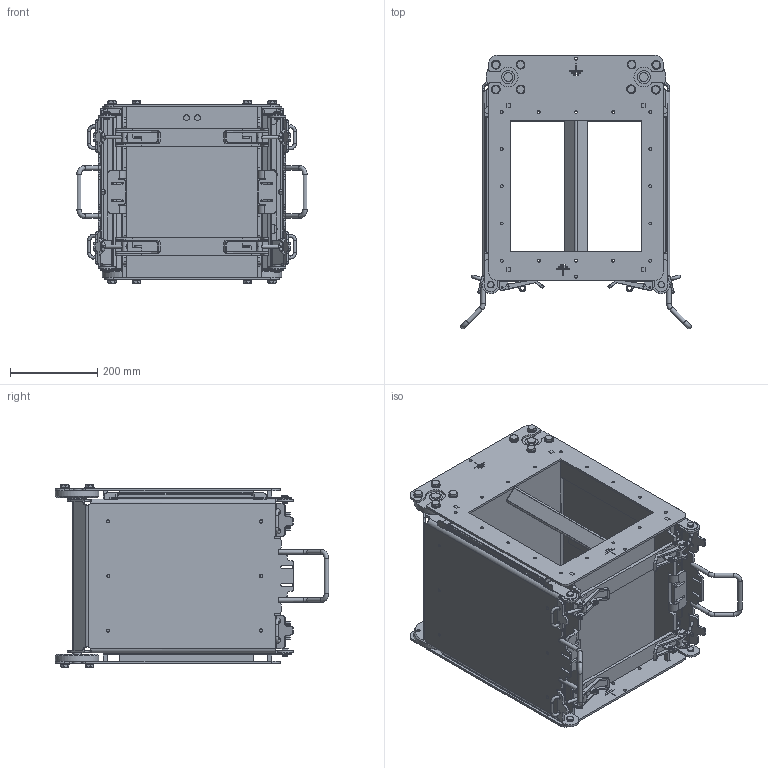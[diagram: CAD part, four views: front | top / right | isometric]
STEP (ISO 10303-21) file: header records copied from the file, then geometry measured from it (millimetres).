
FILE_DESCRIPTION(/* description */ (''),/* implementation_level */ '2;1');
FILE_NAME(/* name */ 'SBPN303000.stp',/* time_stamp */ '2019-02-25T07:19:23+01:00',/* author */ ('pw'),/* organization */ (''),/* preprocessor_version */ 'ST-DEVELOPER v16.5',/* originating_system */ 'Autodesk Inventor 2017',/* authorisation */ '');
FILE_SCHEMA (('AUTOMOTIVE_DESIGN { 1 0 10303 214 3 1 1 }'));
Products named in the file (1): SBPN303000
Bounding box: 526.89 x 625.44 x 416.8 mm (x, y, z)
Volume: 8954272.7 mm3; surface area: 4369004.4 mm2
Topology: 11 solids, 13 shells, 3083 faces, 7912 edges, 4990 vertices
Faces by surface type: plane 1681, cylinder 1048, cone 220, torus 82, bspline 52
Full cylindrical faces by diameter (mm): 1.7 x4, 3 x8, 4 x16, 6 x8, 6.647 x42, 7 x24, 7.323 x4, 8 x20, 8.376 x16, 8.4 x4, 9 x4, 9.188 x16, 10 x28, 10.5 x16, 11.4 x4, 11.5 x4, 12 x14, 12.2 x8, 15 x4, 15.4 x16, 16 x4, 20 x22, 20.1 x4, 20.2 x2, 22 x4, 23 x2, 30 x4, 42 x2, 44 x6, 100 x4
Entity records: 97688 total; most frequent: CARTESIAN_POINT 21168, DIRECTION 15337, ORIENTED_EDGE 14760, EDGE_CURVE 7366, AXIS2_PLACEMENT_3D 5490, VERTEX_POINT 4852, LINE 4357, VECTOR 4357
